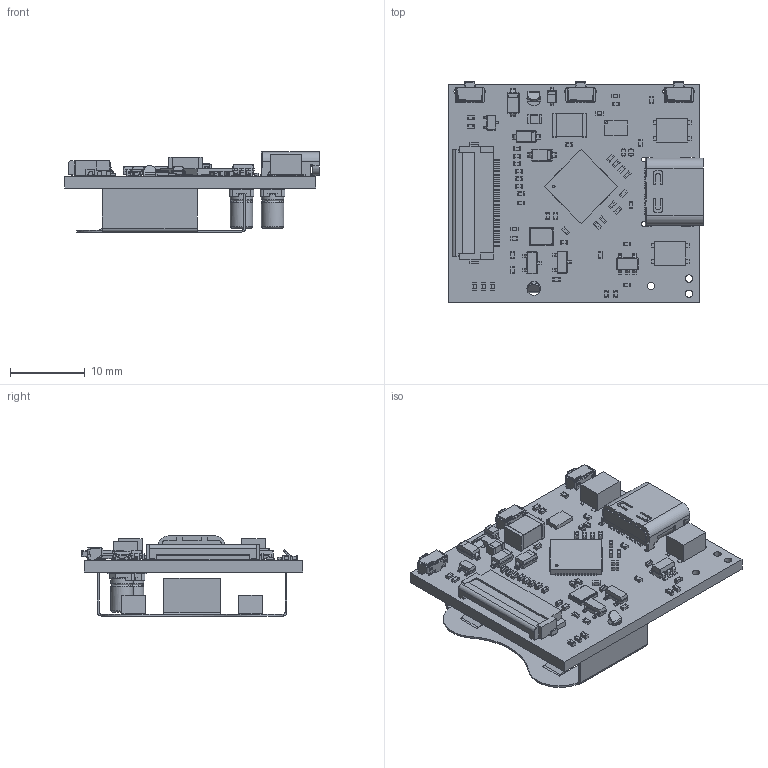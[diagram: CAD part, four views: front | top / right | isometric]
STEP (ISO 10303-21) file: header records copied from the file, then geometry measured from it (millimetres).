
FILE_DESCRIPTION(('KiCad electronic assembly'),'2;1');
FILE_NAME('KeyChain.step','2024-04-21T07:37:02',('Pcbnew'),('Kicad'), 'Open CASCADE STEP processor 7.7','KiCad to STEP converter','Unknown' );
FILE_SCHEMA(('AUTOMOTIVE_DESIGN { 1 0 10303 214 1 1 1 1 }'));
Length unit declared in the file: millimetre
Products named in the file (40): KeyChain 1; C_0402_1005Metric; R_0402_1005Metric; D_SOD-923; D_SOD_923; SOT-323_SC-70; SOT_323_SC_70; D_SOD-123; D_SOD_123; W25Q80DVUXIE_TR; ASSEMBLY; PTS810_SJM_250_SMTR_LFS; Panasonic_-_EVP-AKE31A; 1; D_SOD-323; D_SOD_323; C_0805_2012Metric; QFN-56-1EP_7x7mm_P0.4mm_EP3.2x3.2mm; QFN_56_1EP_7x7mm_P04mm_EP32x32mm; SOT-23; SOT_23; SOT-23-5; SOT_23_5; 1054500101; Hirose_FH12-24S-0.5SH_1x24-1MP_P0.50mm_Horizontal; Hirose_FH12_xxS_0_5SH_Parametric_v0_1; L_1812_4532Metric; Crystal_SMD_3225-4Pin_3.2x2.5mm; 3009; CP_Elec_3x5.3; CP_Elec_3x53; _autosave-KeyChain_PCB
Assembly tree (88 placements, depth 3):
  KeyChain 1
    C_0402_1005Metric  x30
      C_0402_1005Metric
    R_0402_1005Metric  x13
      R_0402_1005Metric
    D_SOD-923  x2
      D_SOD_923
    SOT-323_SC-70
      SOT_323_SC_70
    D_SOD-123  x3
      D_SOD_123
    W25Q80DVUXIE_TR
      ASSEMBLY
    PTS810_SJM_250_SMTR_LFS  x2
      ASSEMBLY
    Panasonic_-_EVP-AKE31A  x3
      1
    D_SOD-323
      D_SOD_323
    C_0805_2012Metric
      C_0805_2012Metric
    QFN-56-1EP_7x7mm_P0.4mm_EP3.2x3.2mm
      QFN_56_1EP_7x7mm_P04mm_EP32x32mm
    SOT-23  x2
      SOT_23
    SOT-23-5
      SOT_23_5
    1054500101
      1054500101
    Hirose_FH12-24S-0.5SH_1x24-1MP_P0.50mm_Horizontal
      Hirose_FH12_xxS_0_5SH_Parametric_v0_1
    L_1812_4532Metric
      L_1812_4532Metric
    Crystal_SMD_3225-4Pin_3.2x2.5mm
      Crystal_SMD_3225-4Pin_3.2x2.5mm
    3009
      3009
    CP_Elec_3x5.3  x2
      CP_Elec_3x53
    _autosave-KeyChain_PCB
Bounding box: 34.12 x 29.66 x 10.72 mm (x, y, z)
Volume: 2332.5 mm3; surface area: 5534.5 mm2
Topology: 148 solids, 148 shells, 4866 faces, 12951 edges, 8575 vertices
Faces by surface type: plane 3097, cylinder 1076, bspline 641, torus 34, sphere 16, revolution 2
Full cylindrical faces by diameter (mm): 0.25 x1, 0.4 x1, 0.55 x6, 0.991 x3, 1.85 x2, 3 x4
Entity records: 81661 total; most frequent: CARTESIAN_POINT 16395, ORIENTED_EDGE 12936, DIRECTION 11463, EDGE_CURVE 6468, LINE 5246, VECTOR 5246, VERTEX_POINT 4194, AXIS2_PLACEMENT_3D 3108
